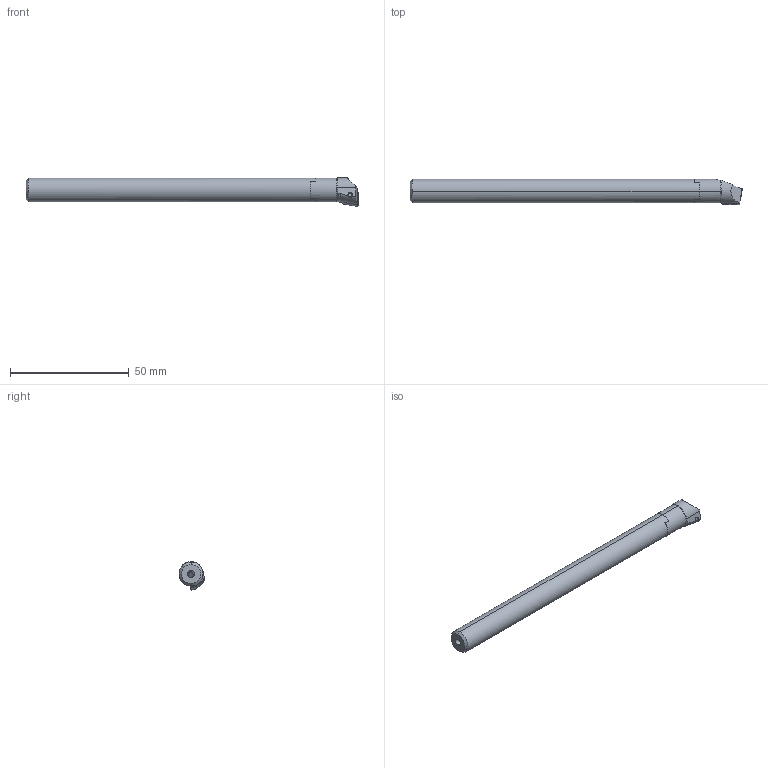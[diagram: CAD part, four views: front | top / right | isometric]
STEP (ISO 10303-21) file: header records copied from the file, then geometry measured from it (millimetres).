
FILE_DESCRIPTION (( 'STEP AP203' ), '1' );
FILE_NAME ('B14.WCA.K13.140.STEP', '2013-03-06T12:41:34', ( 'baer' ), ( 'Hewlett-Packard Company' ), 'SwSTEP 2.0', 'SolidWorks 2012', '' );
FILE_SCHEMA (( 'CONFIG_CONTROL_DESIGN' ));
Length unit declared in the file: millimetre
Products named in the file (6): B14.WCA.K13.140; CCMT060204; WCA-ER2.001.006_A; B14-WCA.K13.140_A; HM2-BG1.001.020_B; HM2-U10.001.122_A
Assembly tree (5 placements, depth 3):
  B14.WCA.K13.140
    B14-WCA.K13.140_A
      HM2-U10.001.122_A
      HM2-BG1.001.020_B
    WCA-ER2.001.006_A
    CCMT060204
Bounding box: 140 x 10.76 x 12.07 mm (x, y, z)
Volume: 9774.6 mm3; surface area: 6111.5 mm2
Topology: 4 solids, 4 shells, 131 faces, 333 edges, 206 vertices
Faces by surface type: cylinder 41, plane 39, cone 28, bspline 12, torus 9, sphere 2
Entity records: 4980 total; most frequent: CARTESIAN_POINT 1363, ORIENTED_EDGE 658, DIRECTION 603, EDGE_CURVE 329, AXIS2_PLACEMENT_3D 240, VERTEX_POINT 206, EDGE_LOOP 139, FACE_OUTER_BOUND 131
